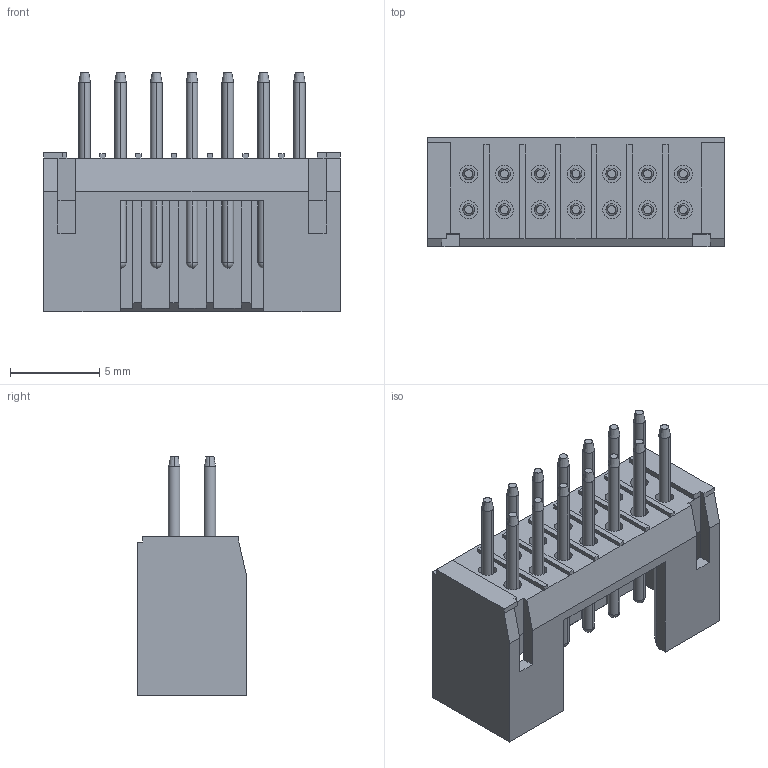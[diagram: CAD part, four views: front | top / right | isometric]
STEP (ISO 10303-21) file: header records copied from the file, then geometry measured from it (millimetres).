
FILE_DESCRIPTION (( 'STEP AP214' ), '1' );
FILE_NAME ('F2JL24-S14SD000-01-REF .STEP', '2026-04-21T02:06:02', ( '' ), ( '' ), 'SwSTEP 2.0', 'SolidWorks 2021', '' );
FILE_SCHEMA (( 'AUTOMOTIVE_DESIGN' ));
Length unit declared in the file: millimetre
Products named in the file (1): F2JL24-S14SD000-01-REF 
Bounding box: 16.6 x 6.1 x 13.4 mm (x, y, z)
Volume: 427.5 mm3; surface area: 1078.2 mm2
Topology: 1 solids, 1 shells, 274 faces, 722 edges, 460 vertices
Faces by surface type: plane 134, cylinder 84, sphere 28, cone 28
Entity records: 8096 total; most frequent: DIRECTION 1468, CARTESIAN_POINT 1373, ORIENTED_EDGE 1332, EDGE_CURVE 666, AXIS2_PLACEMENT_3D 527, VERTEX_POINT 432, LINE 414, VECTOR 414
